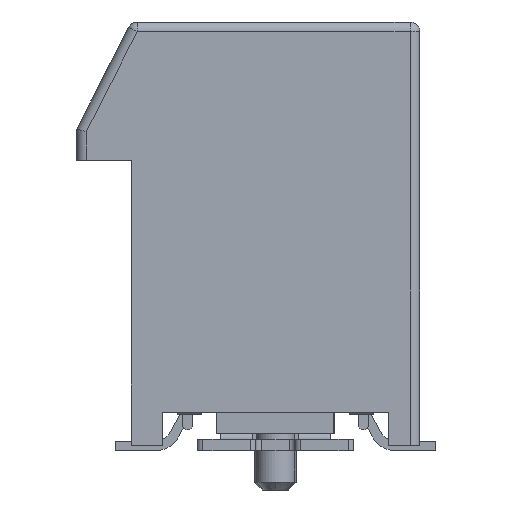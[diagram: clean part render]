
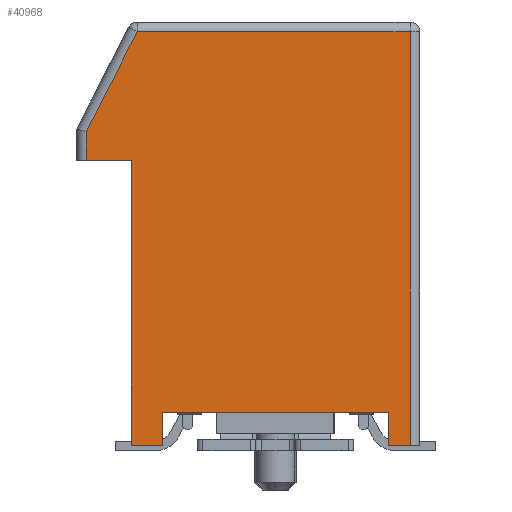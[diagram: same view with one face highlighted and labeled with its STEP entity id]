
A CAD part, left-side view. The second image highlights one B-rep face of the part: STEP entity #40968.
In plain terms, the highlighted planar face has unit normal (-1, 0, 0).
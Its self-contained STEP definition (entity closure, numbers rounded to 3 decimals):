
#132=DIRECTION('',(0.,1.,0.));
#133=VECTOR('',#132,0.8);
#134=CARTESIAN_POINT('',(-19.5,2.9,-10.85));
#135=LINE('',#134,#133);
#182=DIRECTION('',(0.,1.,0.));
#183=VECTOR('',#182,0.55);
#184=CARTESIAN_POINT('',(-19.5,-3.45,-10.85));
#185=LINE('',#184,#183);
#386=DIRECTION('',(0.,0.,-1.));
#387=VECTOR('',#386,7.3);
#388=CARTESIAN_POINT('',(-19.5,3.7,-3.55));
#389=LINE('',#388,#387);
#557=DIRECTION('',(0.,0.,-1.));
#558=VECTOR('',#557,10.6);
#559=CARTESIAN_POINT('',(-19.5,-3.45,-0.25));
#560=LINE('',#559,#558);
#561=DIRECTION('',(0.,0.,-1.));
#562=VECTOR('',#561,0.85);
#563=CARTESIAN_POINT('',(-19.5,2.9,-10.));
#564=LINE('',#563,#562);
#565=DIRECTION('',(0.,1.,0.));
#566=VECTOR('',#565,1.15);
#567=CARTESIAN_POINT('',(-19.5,3.7,-3.55));
#568=LINE('',#567,#566);
#569=DIRECTION('',(0.,0.,-1.));
#570=VECTOR('',#569,0.74);
#571=CARTESIAN_POINT('',(-19.5,4.85,-2.81));
#572=LINE('',#571,#570);
#573=DIRECTION('',(0.,0.454,-0.891));
#574=VECTOR('',#573,2.873);
#575=CARTESIAN_POINT('',(-19.5,3.547,-0.25));
#576=LINE('',#575,#574);
#577=DIRECTION('',(0.,-1.,0.));
#578=VECTOR('',#577,6.997);
#579=CARTESIAN_POINT('',(-19.5,3.547,-0.25));
#580=LINE('',#579,#578);
#630=DIRECTION('',(0.,0.,-1.));
#631=VECTOR('',#630,0.85);
#632=CARTESIAN_POINT('',(-19.5,-2.9,-10.));
#633=LINE('',#632,#631);
#722=DIRECTION('',(0.,-1.,0.));
#723=VECTOR('',#722,5.8);
#724=CARTESIAN_POINT('',(-19.5,2.9,-10.));
#725=LINE('',#724,#723);
#30846=CARTESIAN_POINT('',(-19.5,-2.9,-10.85));
#30848=VERTEX_POINT('',#30846);
#30866=CARTESIAN_POINT('',(-19.5,3.7,-10.85));
#30868=VERTEX_POINT('',#30866);
#30872=CARTESIAN_POINT('',(-19.5,2.9,-10.85));
#30873=VERTEX_POINT('',#30872);
#30874=CARTESIAN_POINT('',(-19.5,-2.9,-10.));
#30876=VERTEX_POINT('',#30874);
#30896=CARTESIAN_POINT('',(-19.5,2.9,-10.));
#30897=VERTEX_POINT('',#30896);
#30900=CARTESIAN_POINT('',(-19.5,3.7,-3.55));
#30901=VERTEX_POINT('',#30900);
#30933=CARTESIAN_POINT('',(-19.5,-3.45,-10.85));
#30935=VERTEX_POINT('',#30933);
#30936=CARTESIAN_POINT('',(-19.5,-3.45,-0.25));
#30937=VERTEX_POINT('',#30936);
#30938=CARTESIAN_POINT('',(-19.5,3.547,-0.25));
#30939=VERTEX_POINT('',#30938);
#30942=CARTESIAN_POINT('',(-19.5,4.85,-3.55));
#30944=VERTEX_POINT('',#30942);
#30948=CARTESIAN_POINT('',(-19.5,4.85,-2.81));
#30949=VERTEX_POINT('',#30948);
#40944=CARTESIAN_POINT('',(-19.5,3.7,0.));
#40945=DIRECTION('',(-1.,0.,0.));
#40946=DIRECTION('',(0.,-1.,0.));
#40947=AXIS2_PLACEMENT_3D('',#40944,#40945,#40946);
#40948=PLANE('',#40947);
#40950=ORIENTED_EDGE('',*,*,#40949,.T.);
#40951=ORIENTED_EDGE('',*,*,#40425,.T.);
#40953=ORIENTED_EDGE('',*,*,#40952,.F.);
#40955=ORIENTED_EDGE('',*,*,#40954,.F.);
#40957=ORIENTED_EDGE('',*,*,#40956,.T.);
#40958=ORIENTED_EDGE('',*,*,#40388,.T.);
#40959=ORIENTED_EDGE('',*,*,#40706,.F.);
#40960=ORIENTED_EDGE('',*,*,#40631,.T.);
#40962=ORIENTED_EDGE('',*,*,#40961,.F.);
#40964=ORIENTED_EDGE('',*,*,#40963,.F.);
#40965=ORIENTED_EDGE('',*,*,#40935,.T.);
#40966=EDGE_LOOP('',(#40950,#40951,#40953,#40955,#40957,#40958,#40959,#40960,
#40962,#40964,#40965));
#40967=FACE_OUTER_BOUND('',#40966,.F.);
#40388=EDGE_CURVE('',#30873,#30868,#135,.T.);
#40425=EDGE_CURVE('',#30935,#30848,#185,.T.);
#40631=EDGE_CURVE('',#30901,#30944,#568,.T.);
#40706=EDGE_CURVE('',#30901,#30868,#389,.T.);
#40935=EDGE_CURVE('',#30939,#30937,#580,.T.);
#40949=EDGE_CURVE('',#30937,#30935,#560,.T.);
#40952=EDGE_CURVE('',#30876,#30848,#633,.T.);
#40954=EDGE_CURVE('',#30897,#30876,#725,.T.);
#40956=EDGE_CURVE('',#30897,#30873,#564,.T.);
#40961=EDGE_CURVE('',#30949,#30944,#572,.T.);
#40963=EDGE_CURVE('',#30939,#30949,#576,.T.);
#40968=ADVANCED_FACE('',(#40967),#40948,.T.);
